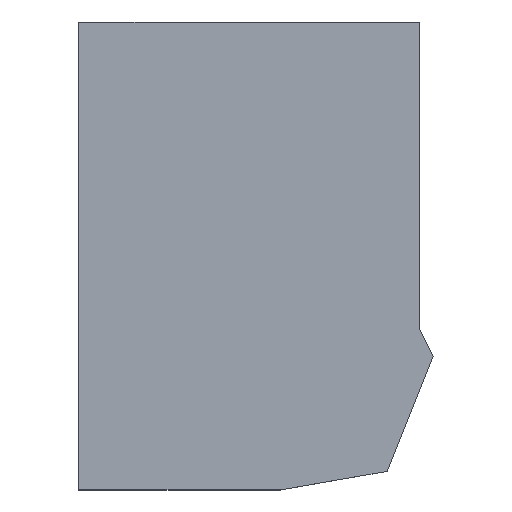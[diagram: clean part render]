
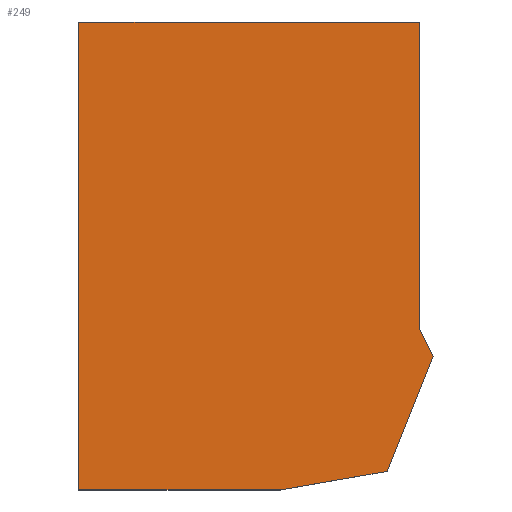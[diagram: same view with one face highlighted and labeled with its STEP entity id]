
A CAD part, top view. The second image highlights one B-rep face of the part: STEP entity #249.
In plain terms, the highlighted planar face has unit normal (0, 0, 1).
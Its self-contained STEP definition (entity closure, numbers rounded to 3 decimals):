
#24 = VERTEX_POINT('',#25);
#25 = CARTESIAN_POINT('',(-13.,70.,4.));
#31 = EDGE_CURVE('',#24,#32,#34,.T.);
#32 = VERTEX_POINT('',#33);
#33 = CARTESIAN_POINT('',(38.,70.,4.));
#34 = LINE('',#35,#36);
#35 = CARTESIAN_POINT('',(-13.,70.,4.));
#36 = VECTOR('',#37,1.);
#37 = DIRECTION('',(1.,0.,0.));
#62 = EDGE_CURVE('',#32,#63,#65,.T.);
#63 = VERTEX_POINT('',#64);
#64 = CARTESIAN_POINT('',(38.,24.041,4.));
#65 = LINE('',#66,#67);
#66 = CARTESIAN_POINT('',(38.,70.,4.));
#67 = VECTOR('',#68,1.);
#68 = DIRECTION('',(0.,-1.,0.));
#93 = EDGE_CURVE('',#63,#94,#96,.T.);
#94 = VERTEX_POINT('',#95);
#95 = CARTESIAN_POINT('',(40.,20.,4.));
#96 = LINE('',#97,#98);
#97 = CARTESIAN_POINT('',(38.,24.041,4.));
#98 = VECTOR('',#99,1.);
#99 = DIRECTION('',(0.444,-0.896,0.));
#124 = EDGE_CURVE('',#94,#125,#127,.T.);
#125 = VERTEX_POINT('',#126);
#126 = CARTESIAN_POINT('',(33.116,2.785,4.));
#127 = LINE('',#128,#129);
#128 = CARTESIAN_POINT('',(40.,20.,4.));
#129 = VECTOR('',#130,1.);
#130 = DIRECTION('',(-0.371,-0.929,0.));
#155 = EDGE_CURVE('',#125,#156,#158,.T.);
#156 = VERTEX_POINT('',#157);
#157 = CARTESIAN_POINT('',(17.119,0.,4.));
#158 = LINE('',#159,#160);
#159 = CARTESIAN_POINT('',(33.116,2.785,4.));
#160 = VECTOR('',#161,1.);
#161 = DIRECTION('',(-0.985,-0.172,0.));
#186 = EDGE_CURVE('',#156,#187,#189,.T.);
#187 = VERTEX_POINT('',#188);
#188 = CARTESIAN_POINT('',(-13.,0.,4.));
#189 = LINE('',#190,#191);
#190 = CARTESIAN_POINT('',(17.119,0.,4.));
#191 = VECTOR('',#192,1.);
#192 = DIRECTION('',(-1.,0.,0.));
#217 = EDGE_CURVE('',#187,#24,#218,.T.);
#218 = LINE('',#219,#220);
#219 = CARTESIAN_POINT('',(-13.,0.,4.));
#220 = VECTOR('',#221,1.);
#221 = DIRECTION('',(0.,1.,0.));
#249 = ADVANCED_FACE('',(#250),#259,.T.);
#250 = FACE_BOUND('',#251,.F.);
#251 = EDGE_LOOP('',(#252,#253,#254,#255,#256,#257,#258));
#252 = ORIENTED_EDGE('',*,*,#31,.T.);
#253 = ORIENTED_EDGE('',*,*,#62,.T.);
#254 = ORIENTED_EDGE('',*,*,#93,.T.);
#255 = ORIENTED_EDGE('',*,*,#124,.T.);
#256 = ORIENTED_EDGE('',*,*,#155,.T.);
#257 = ORIENTED_EDGE('',*,*,#186,.T.);
#258 = ORIENTED_EDGE('',*,*,#217,.T.);
#259 = PLANE('',#260);
#260 = AXIS2_PLACEMENT_3D('',#261,#262,#263);
#261 = CARTESIAN_POINT('',(11.835,36.021,4.));
#262 = DIRECTION('',(0.,0.,1.));
#263 = DIRECTION('',(1.,0.,0.));
